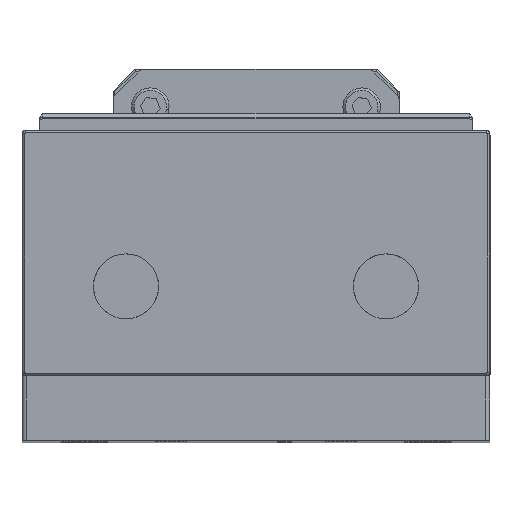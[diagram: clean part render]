
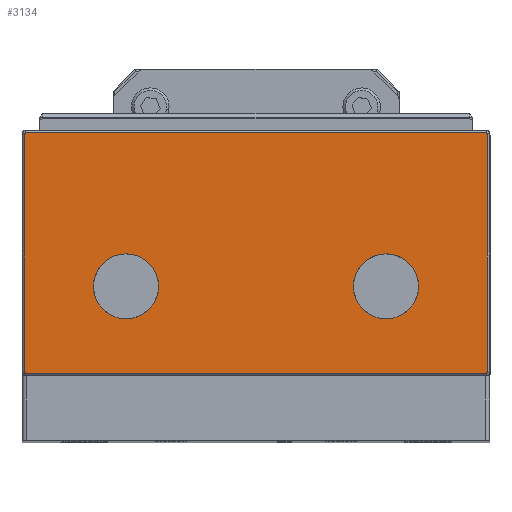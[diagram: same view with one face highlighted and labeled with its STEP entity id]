
A CAD part, top view. The second image highlights one B-rep face of the part: STEP entity #3134.
In plain terms, the highlighted planar face has unit normal (0, 0, 1).
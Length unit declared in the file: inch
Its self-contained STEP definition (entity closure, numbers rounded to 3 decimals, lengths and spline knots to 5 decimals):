
#31 = CIRCLE ( 'NONE', #6138, 0.1875 ) ;
#163 = CIRCLE ( 'NONE', #6179, 0.1875 ) ;
#182 = CIRCLE ( 'NONE', #6190, 0.005 ) ;
#195 = CIRCLE ( 'NONE', #6196, 0.005 ) ;
#215 = LINE ( 'NONE', #19364, #219 ) ;
#218 = CIRCLE ( 'NONE', #6203, 0.1875 ) ;
#219 = VECTOR ( 'NONE', #19355, 39.37008 ) ;
#220 = CIRCLE ( 'NONE', #6204, 0.1875 ) ;
#223 = CIRCLE ( 'NONE', #6208, 0.005 ) ;
#234 = LINE ( 'NONE', #19451, #239 ) ;
#239 = VECTOR ( 'NONE', #19464, 39.37008 ) ;
#258 = LINE ( 'NONE', #19557, #262 ) ;
#262 = VECTOR ( 'NONE', #19553, 39.37008 ) ;
#282 = CIRCLE ( 'NONE', #6230, 0.005 ) ;
#283 = LINE ( 'NONE', #19618, #285 ) ;
#285 = VECTOR ( 'NONE', #19619, 39.37008 ) ;
#3134 = ADVANCED_FACE ( 'NONE', ( #11075, #11079, #11076 ), #7207, .T. ) ;
#5928 = VERTEX_POINT ( 'NONE', #25365 ) ;
#5940 = VERTEX_POINT ( 'NONE', #25388 ) ;
#5958 = VERTEX_POINT ( 'NONE', #25421 ) ;
#5962 = VERTEX_POINT ( 'NONE', #25428 ) ;
#5985 = VERTEX_POINT ( 'NONE', #25471 ) ;
#6001 = VERTEX_POINT ( 'NONE', #25501 ) ;
#6015 = VERTEX_POINT ( 'NONE', #25527 ) ;
#6138 = AXIS2_PLACEMENT_3D ( 'NONE', #18271, #18272, #18273 ) ;
#6179 = AXIS2_PLACEMENT_3D ( 'NONE', #19007, #19010, #19011 ) ;
#6190 = AXIS2_PLACEMENT_3D ( 'NONE', #19230, #19233, #19236 ) ;
#6196 = AXIS2_PLACEMENT_3D ( 'NONE', #19307, #19309, #19311 ) ;
#6203 = AXIS2_PLACEMENT_3D ( 'NONE', #19377, #19378, #19380 ) ;
#6204 = AXIS2_PLACEMENT_3D ( 'NONE', #19384, #19386, #19388 ) ;
#6208 = AXIS2_PLACEMENT_3D ( 'NONE', #19414, #19416, #19418 ) ;
#6230 = AXIS2_PLACEMENT_3D ( 'NONE', #19623, #19624, #19625 ) ;
#7205 = CARTESIAN_POINT ( 'NONE',  ( -1.03773, -0.1, -7.87402 ) ) ;
#7207 = PLANE ( 'NONE',  #16725 ) ;
#7209 = DIRECTION ( 'NONE',  ( 0., 0., 1. ) ) ;
#7210 = DIRECTION ( 'NONE',  ( 1., 0., 0. ) ) ;
#9120 = CARTESIAN_POINT ( 'NONE',  ( 1.64227, -0.115, -7.87402 ) ) ;
#9148 = CARTESIAN_POINT ( 'NONE',  ( -1.02273, -1.495, -7.87402 ) ) ;
#9176 = CARTESIAN_POINT ( 'NONE',  ( 1.64227, -1.5, -7.87402 ) ) ;
#9183 = CARTESIAN_POINT ( 'NONE',  ( -1.01773, -1.5, -7.87402 ) ) ;
#9198 = CARTESIAN_POINT ( 'NONE',  ( -1.02273, -0.12, -7.87402 ) ) ;
#11075 = FACE_OUTER_BOUND ( 'NONE', #31937, .T. ) ;
#11076 = FACE_BOUND ( 'NONE', #32031, .T. ) ;
#11079 = FACE_BOUND ( 'NONE', #32073, .T. ) ;
#16725 = AXIS2_PLACEMENT_3D ( 'NONE', #7205, #7209, #7210 ) ;
#18271 = CARTESIAN_POINT ( 'NONE',  ( -0.43773, -1., -7.87402 ) ) ;
#18272 = DIRECTION ( 'NONE',  ( 0., 0., 1. ) ) ;
#18273 = DIRECTION ( 'NONE',  ( 1., 0., 0. ) ) ;
#19007 = CARTESIAN_POINT ( 'NONE',  ( 1.06227, -1., -7.87402 ) ) ;
#19010 = DIRECTION ( 'NONE',  ( 0., 0., -1. ) ) ;
#19011 = DIRECTION ( 'NONE',  ( -1., 0., 0. ) ) ;
#19230 = CARTESIAN_POINT ( 'NONE',  ( -1.01773, -0.12, -7.87402 ) ) ;
#19233 = DIRECTION ( 'NONE',  ( 0., 0., 1. ) ) ;
#19236 = DIRECTION ( 'NONE',  ( 1., 0., 0. ) ) ;
#19307 = CARTESIAN_POINT ( 'NONE',  ( 1.64227, -1.495, -7.87402 ) ) ;
#19309 = DIRECTION ( 'NONE',  ( 0., 0., 1. ) ) ;
#19311 = DIRECTION ( 'NONE',  ( 1., 0., 0. ) ) ;
#19355 = DIRECTION ( 'NONE',  ( 1., 0., 0. ) ) ;
#19364 = CARTESIAN_POINT ( 'NONE',  ( -1.03773, -1.5, -7.87402 ) ) ;
#19377 = CARTESIAN_POINT ( 'NONE',  ( -0.43773, -1., -7.87402 ) ) ;
#19378 = DIRECTION ( 'NONE',  ( 0., 0., 1. ) ) ;
#19380 = DIRECTION ( 'NONE',  ( 1., 0., 0. ) ) ;
#19384 = CARTESIAN_POINT ( 'NONE',  ( 1.06227, -1., -7.87402 ) ) ;
#19386 = DIRECTION ( 'NONE',  ( 0., 0., -1. ) ) ;
#19388 = DIRECTION ( 'NONE',  ( -1., 0., 0. ) ) ;
#19414 = CARTESIAN_POINT ( 'NONE',  ( -1.01773, -1.495, -7.87402 ) ) ;
#19416 = DIRECTION ( 'NONE',  ( 0., 0., 1. ) ) ;
#19418 = DIRECTION ( 'NONE',  ( 1., 0., 0. ) ) ;
#19451 = CARTESIAN_POINT ( 'NONE',  ( -1.02273, -0.1, -7.87402 ) ) ;
#19464 = DIRECTION ( 'NONE',  ( 0., -1., 0. ) ) ;
#19553 = DIRECTION ( 'NONE',  ( -1., 0., 0. ) ) ;
#19557 = CARTESIAN_POINT ( 'NONE',  ( -1.03773, -0.115, -7.87402 ) ) ;
#19618 = CARTESIAN_POINT ( 'NONE',  ( 1.64727, -0.1, -7.87402 ) ) ;
#19619 = DIRECTION ( 'NONE',  ( 0., 1., 0. ) ) ;
#19623 = CARTESIAN_POINT ( 'NONE',  ( 1.64227, -0.12, -7.87402 ) ) ;
#19624 = DIRECTION ( 'NONE',  ( 0., 0., 1. ) ) ;
#19625 = DIRECTION ( 'NONE',  ( 1., 0., 0. ) ) ;
#25365 = CARTESIAN_POINT ( 'NONE',  ( 1.24977, -1., -7.87402 ) ) ;
#25388 = CARTESIAN_POINT ( 'NONE',  ( -0.62523, -1., -7.87402 ) ) ;
#25421 = CARTESIAN_POINT ( 'NONE',  ( -1.01773, -0.115, -7.87402 ) ) ;
#25428 = CARTESIAN_POINT ( 'NONE',  ( -0.25023, -1., -7.87402 ) ) ;
#25471 = CARTESIAN_POINT ( 'NONE',  ( 0.87477, -1., -7.87402 ) ) ;
#25501 = CARTESIAN_POINT ( 'NONE',  ( 1.64727, -1.495, -7.87402 ) ) ;
#25527 = CARTESIAN_POINT ( 'NONE',  ( 1.64727, -0.12, -7.87402 ) ) ;
#29043 = EDGE_CURVE ( 'NONE', #5940, #5962, #31, .T. ) ;
#29132 = EDGE_CURVE ( 'NONE', #5928, #5985, #163, .T. ) ;
#29150 = EDGE_CURVE ( 'NONE', #5958, #29609, #182, .T. ) ;
#29162 = EDGE_CURVE ( 'NONE', #29587, #6001, #195, .T. ) ;
#29172 = EDGE_CURVE ( 'NONE', #29594, #29587, #215, .T. ) ;
#29173 = EDGE_CURVE ( 'NONE', #5962, #5940, #218, .T. ) ;
#29174 = EDGE_CURVE ( 'NONE', #5985, #5928, #220, .T. ) ;
#29178 = EDGE_CURVE ( 'NONE', #29559, #29594, #223, .T. ) ;
#29187 = EDGE_CURVE ( 'NONE', #29609, #29559, #234, .T. ) ;
#29203 = EDGE_CURVE ( 'NONE', #29531, #5958, #258, .T. ) ;
#29218 = EDGE_CURVE ( 'NONE', #6015, #29531, #282, .T. ) ;
#29219 = EDGE_CURVE ( 'NONE', #6001, #6015, #283, .T. ) ;
#29531 = VERTEX_POINT ( 'NONE', #9120 ) ;
#29559 = VERTEX_POINT ( 'NONE', #9148 ) ;
#29587 = VERTEX_POINT ( 'NONE', #9176 ) ;
#29594 = VERTEX_POINT ( 'NONE', #9183 ) ;
#29609 = VERTEX_POINT ( 'NONE', #9198 ) ;
#29675 = ORIENTED_EDGE ( 'NONE', *, *, #29219, .T. ) ;
#29676 = ORIENTED_EDGE ( 'NONE', *, *, #29218, .T. ) ;
#29677 = ORIENTED_EDGE ( 'NONE', *, *, #29203, .T. ) ;
#29678 = ORIENTED_EDGE ( 'NONE', *, *, #29150, .T. ) ;
#29679 = ORIENTED_EDGE ( 'NONE', *, *, #29187, .T. ) ;
#29680 = ORIENTED_EDGE ( 'NONE', *, *, #29178, .T. ) ;
#29681 = ORIENTED_EDGE ( 'NONE', *, *, #29172, .T. ) ;
#29682 = ORIENTED_EDGE ( 'NONE', *, *, #29162, .T. ) ;
#29683 = ORIENTED_EDGE ( 'NONE', *, *, #29173, .F. ) ;
#29684 = ORIENTED_EDGE ( 'NONE', *, *, #29043, .F. ) ;
#29685 = ORIENTED_EDGE ( 'NONE', *, *, #29132, .T. ) ;
#29686 = ORIENTED_EDGE ( 'NONE', *, *, #29174, .T. ) ;
#31937 = EDGE_LOOP ( 'NONE', ( #29675, #29676, #29677, #29678, #29679, #29680, #29681, #29682 ) ) ;
#32031 = EDGE_LOOP ( 'NONE', ( #29685, #29686 ) ) ;
#32073 = EDGE_LOOP ( 'NONE', ( #29683, #29684 ) ) ;
